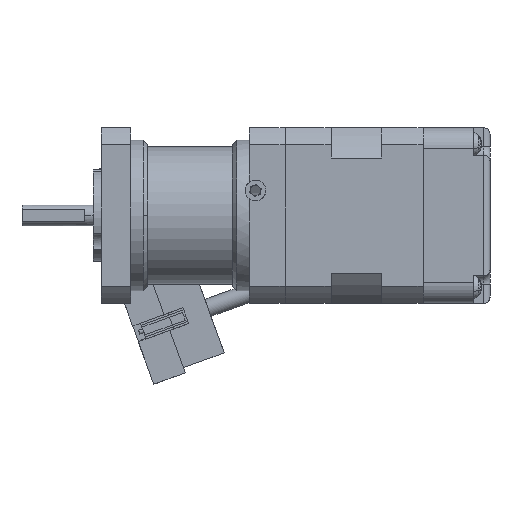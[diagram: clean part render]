
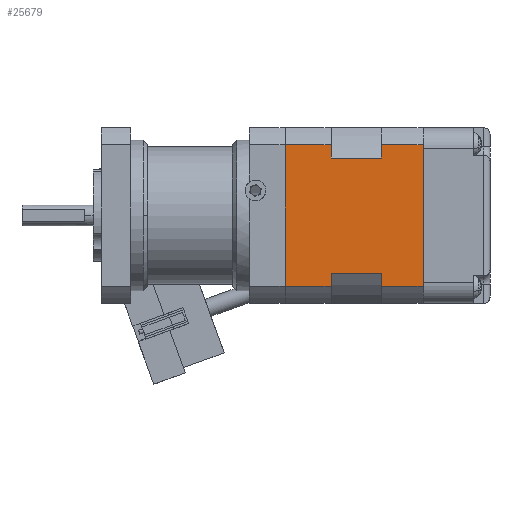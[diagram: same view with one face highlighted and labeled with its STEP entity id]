
A CAD part, front view. The second image highlights one B-rep face of the part: STEP entity #25679.
In plain terms, the highlighted planar face has unit normal (0, -1, 0).
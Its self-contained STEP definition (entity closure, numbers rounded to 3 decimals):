
#133 = CARTESIAN_POINT ( 'NONE',  ( 4.029, 0., 33. ) ) ;
#134 = PLANE ( 'NONE',  #1324 ) ;
#136 = DIRECTION ( 'NONE',  ( 0., 1., 0. ) ) ;
#137 = DIRECTION ( 'NONE',  ( -1., 0., 0. ) ) ;
#1324 = AXIS2_PLACEMENT_3D ( 'NONE', #133, #136, #137 ) ;
#20501 = ORIENTED_EDGE ( 'NONE', *, *, #67576, .F. ) ;
#20503 = ORIENTED_EDGE ( 'NONE', *, *, #67579, .T. ) ;
#20506 = ORIENTED_EDGE ( 'NONE', *, *, #67581, .T. ) ;
#20508 = ORIENTED_EDGE ( 'NONE', *, *, #67583, .F. ) ;
#20510 = ORIENTED_EDGE ( 'NONE', *, *, #67585, .F. ) ;
#20512 = ORIENTED_EDGE ( 'NONE', *, *, #67587, .F. ) ;
#20514 = ORIENTED_EDGE ( 'NONE', *, *, #67589, .T. ) ;
#20516 = ORIENTED_EDGE ( 'NONE', *, *, #67591, .F. ) ;
#20519 = ORIENTED_EDGE ( 'NONE', *, *, #67594, .F. ) ;
#20521 = ORIENTED_EDGE ( 'NONE', *, *, #67596, .T. ) ;
#20523 = ORIENTED_EDGE ( 'NONE', *, *, #67598, .T. ) ;
#20525 = ORIENTED_EDGE ( 'NONE', *, *, #67600, .F. ) ;
#23527 = VERTEX_POINT ( 'NONE', #72412 ) ;
#23529 = VERTEX_POINT ( 'NONE', #72414 ) ;
#23531 = VERTEX_POINT ( 'NONE', #72416 ) ;
#23532 = VERTEX_POINT ( 'NONE', #72417 ) ;
#23535 = VERTEX_POINT ( 'NONE', #72420 ) ;
#23537 = VERTEX_POINT ( 'NONE', #72422 ) ;
#23538 = VERTEX_POINT ( 'NONE', #72423 ) ;
#23539 = VERTEX_POINT ( 'NONE', #72424 ) ;
#23540 = VERTEX_POINT ( 'NONE', #72425 ) ;
#23542 = VERTEX_POINT ( 'NONE', #72427 ) ;
#23545 = VERTEX_POINT ( 'NONE', #72430 ) ;
#23546 = VERTEX_POINT ( 'NONE', #72431 ) ;
#25679 = ADVANCED_FACE ( 'NONE', ( #138022 ), #134, .F. ) ;
#61979 = EDGE_LOOP ( 'NONE', ( #20501, #20503, #20506, #20508, #20510, #20512, #20514, #20516, #20519, #20521, #20523, #20525 ) ) ;
#67576 = EDGE_CURVE ( 'NONE', #23531, #23532, #103820, .T. ) ;
#67579 = EDGE_CURVE ( 'NONE', #23531, #23537, #103825, .T. ) ;
#67581 = EDGE_CURVE ( 'NONE', #23537, #23538, #103829, .T. ) ;
#67583 = EDGE_CURVE ( 'NONE', #23527, #23538, #103837, .T. ) ;
#67585 = EDGE_CURVE ( 'NONE', #23535, #23527, #103833, .T. ) ;
#67587 = EDGE_CURVE ( 'NONE', #23529, #23535, #103841, .T. ) ;
#67589 = EDGE_CURVE ( 'NONE', #23529, #23542, #103845, .T. ) ;
#67591 = EDGE_CURVE ( 'NONE', #23539, #23542, #103852, .T. ) ;
#67594 = EDGE_CURVE ( 'NONE', #23540, #23539, #103848, .T. ) ;
#67596 = EDGE_CURVE ( 'NONE', #23540, #23545, #103856, .T. ) ;
#67598 = EDGE_CURVE ( 'NONE', #23545, #23546, #103864, .T. ) ;
#67600 = EDGE_CURVE ( 'NONE', #23532, #23546, #103867, .T. ) ;
#72412 = CARTESIAN_POINT ( 'NONE',  ( 37.971, 0., 10. ) ) ;
#72414 = CARTESIAN_POINT ( 'NONE',  ( 34.766, 0., 22. ) ) ;
#72416 = CARTESIAN_POINT ( 'NONE',  ( 4.029, 0., 10. ) ) ;
#72417 = CARTESIAN_POINT ( 'NONE',  ( 7.234, 0., 10. ) ) ;
#72420 = CARTESIAN_POINT ( 'NONE',  ( 34.766, 0., 10. ) ) ;
#72422 = CARTESIAN_POINT ( 'NONE',  ( 4.029, 0., 0. ) ) ;
#72423 = CARTESIAN_POINT ( 'NONE',  ( 37.971, 0., 0. ) ) ;
#72424 = CARTESIAN_POINT ( 'NONE',  ( 37.971, 0., 33. ) ) ;
#72425 = CARTESIAN_POINT ( 'NONE',  ( 4.029, 0., 33. ) ) ;
#72427 = CARTESIAN_POINT ( 'NONE',  ( 37.971, 0., 22. ) ) ;
#72430 = CARTESIAN_POINT ( 'NONE',  ( 4.029, 0., 22. ) ) ;
#72431 = CARTESIAN_POINT ( 'NONE',  ( 7.234, 0., 22. ) ) ;
#102806 = CARTESIAN_POINT ( 'NONE',  ( 4.029, 0., 33. ) ) ;
#102807 = CARTESIAN_POINT ( 'NONE',  ( 4.029, 0., 10. ) ) ;
#102811 = CARTESIAN_POINT ( 'NONE',  ( 4.029, 0., 0. ) ) ;
#102812 = DIRECTION ( 'NONE',  ( 1., 0., 0. ) ) ;
#102813 = CARTESIAN_POINT ( 'NONE',  ( 4.029, 0., 10. ) ) ;
#102814 = DIRECTION ( 'NONE',  ( 0., 0., -1. ) ) ;
#102815 = CARTESIAN_POINT ( 'NONE',  ( 34.766, 0., 10. ) ) ;
#102816 = DIRECTION ( 'NONE',  ( 1., 0., 0. ) ) ;
#102817 = CARTESIAN_POINT ( 'NONE',  ( 37.971, 0., 33. ) ) ;
#102818 = CARTESIAN_POINT ( 'NONE',  ( 4.029, 0., 22. ) ) ;
#102819 = DIRECTION ( 'NONE',  ( 0., 0., -1. ) ) ;
#102820 = DIRECTION ( 'NONE',  ( 1., 0., 0. ) ) ;
#102821 = CARTESIAN_POINT ( 'NONE',  ( 4.029, 0., 33. ) ) ;
#102822 = DIRECTION ( 'NONE',  ( 0., 0., -1. ) ) ;
#102823 = CARTESIAN_POINT ( 'NONE',  ( 4.029, 0., 33. ) ) ;
#102824 = DIRECTION ( 'NONE',  ( 1., 0., 0. ) ) ;
#102825 = CARTESIAN_POINT ( 'NONE',  ( 37.971, 0., 33. ) ) ;
#102826 = DIRECTION ( 'NONE',  ( 0., 0., -1. ) ) ;
#102827 = DIRECTION ( 'NONE',  ( 1., 0., 0. ) ) ;
#102829 = DIRECTION ( 'NONE',  ( 0., 0., -1. ) ) ;
#102830 = CARTESIAN_POINT ( 'NONE',  ( 4.029, 0., 22. ) ) ;
#102831 = DIRECTION ( 'NONE',  ( 1., 0., 0. ) ) ;
#102832 = CARTESIAN_POINT ( 'NONE',  ( 7.234, 0., 10. ) ) ;
#102834 = DIRECTION ( 'NONE',  ( 0., 0., 1. ) ) ;
#103820 = LINE ( 'NONE', #102807, #103831 ) ;
#103825 = LINE ( 'NONE', #102806, #103835 ) ;
#103829 = LINE ( 'NONE', #102811, #103839 ) ;
#103831 = VECTOR ( 'NONE', #102812, 1000. ) ;
#103833 = LINE ( 'NONE', #102813, #103846 ) ;
#103835 = VECTOR ( 'NONE', #102814, 1000. ) ;
#103837 = LINE ( 'NONE', #102817, #103843 ) ;
#103839 = VECTOR ( 'NONE', #102816, 1000. ) ;
#103841 = LINE ( 'NONE', #102815, #103850 ) ;
#103843 = VECTOR ( 'NONE', #102819, 1000. ) ;
#103845 = LINE ( 'NONE', #102818, #103854 ) ;
#103846 = VECTOR ( 'NONE', #102820, 1000. ) ;
#103848 = LINE ( 'NONE', #102821, #103862 ) ;
#103850 = VECTOR ( 'NONE', #102822, 1000. ) ;
#103852 = LINE ( 'NONE', #102825, #103857 ) ;
#103854 = VECTOR ( 'NONE', #102824, 1000. ) ;
#103856 = LINE ( 'NONE', #102823, #103866 ) ;
#103857 = VECTOR ( 'NONE', #102826, 1000. ) ;
#103862 = VECTOR ( 'NONE', #102827, 1000. ) ;
#103864 = LINE ( 'NONE', #102830, #103869 ) ;
#103866 = VECTOR ( 'NONE', #102829, 1000. ) ;
#103867 = LINE ( 'NONE', #102832, #103873 ) ;
#103869 = VECTOR ( 'NONE', #102831, 1000. ) ;
#103873 = VECTOR ( 'NONE', #102834, 1000. ) ;
#138022 = FACE_OUTER_BOUND ( 'NONE', #61979, .T. ) ;
